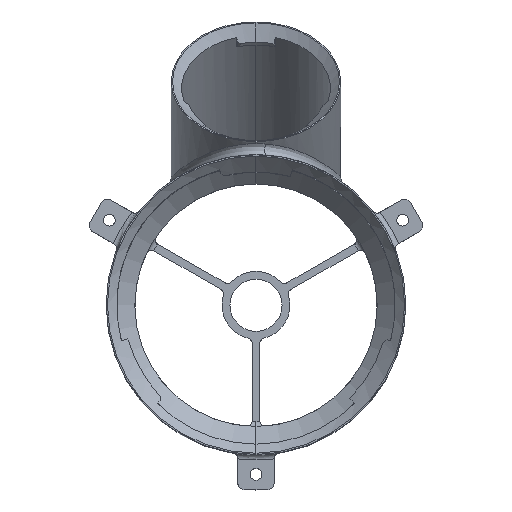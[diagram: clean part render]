
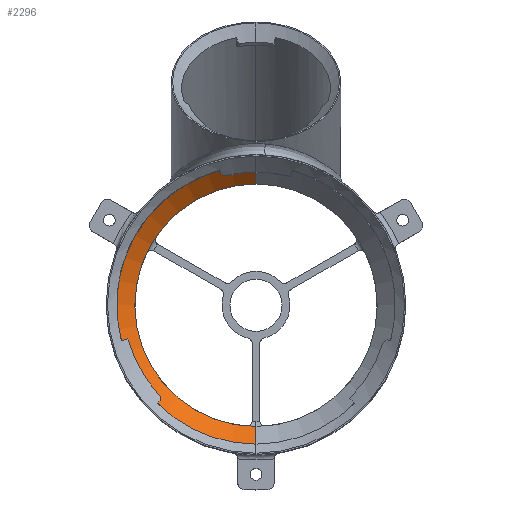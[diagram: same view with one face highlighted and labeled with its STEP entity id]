
A CAD part, top view. The second image highlights one B-rep face of the part: STEP entity #2296.
In plain terms, the highlighted conical face has half-angle 45 degrees and reference radius 53.5 mm.
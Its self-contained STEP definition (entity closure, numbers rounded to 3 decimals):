
#27 = LINE ( 'NONE', #6852, #4006 ) ;
#660 = EDGE_LOOP ( 'NONE', ( #2554, #2867, #1707, #2755 ) ) ;
#871 = CARTESIAN_POINT ( 'NONE',  ( 0., -53.5, 18. ) ) ;
#1201 = VECTOR ( 'NONE', #5092, 1000. ) ;
#1409 = DIRECTION ( 'NONE',  ( 0., 1., 0. ) ) ;
#1607 = VERTEX_POINT ( 'NONE', #2003 ) ;
#1707 = ORIENTED_EDGE ( 'NONE', *, *, #2049, .F. ) ;
#1712 = CARTESIAN_POINT ( 'NONE',  ( 0., 0., 18. ) ) ;
#1810 = DIRECTION ( 'NONE',  ( 0., -1., 0. ) ) ;
#1969 = LINE ( 'NONE', #871, #1201 ) ;
#2003 = CARTESIAN_POINT ( 'NONE',  ( 0., -53.5, 18. ) ) ;
#2012 = DIRECTION ( 'NONE',  ( 0., 0.707, 0.707 ) ) ;
#2033 = AXIS2_PLACEMENT_3D ( 'NONE', #2129, #3938, #4443 ) ;
#2049 = EDGE_CURVE ( 'NONE', #1607, #5421, #7490, .T. ) ;
#2129 = CARTESIAN_POINT ( 'NONE',  ( 0., 0., 18. ) ) ;
#2296 = ADVANCED_FACE ( 'NONE', ( #3833 ), #5053, .F. ) ;
#2336 = VERTEX_POINT ( 'NONE', #7723 ) ;
#2347 = CIRCLE ( 'NONE', #5482, 46.5 ) ;
#2401 = AXIS2_PLACEMENT_3D ( 'NONE', #1712, #7121, #1810 ) ;
#2554 = ORIENTED_EDGE ( 'NONE', *, *, #7711, .T. ) ;
#2755 = ORIENTED_EDGE ( 'NONE', *, *, #7194, .F. ) ;
#2867 = ORIENTED_EDGE ( 'NONE', *, *, #4667, .T. ) ;
#3084 = CARTESIAN_POINT ( 'NONE',  ( 0., 53.5, 18. ) ) ;
#3833 = FACE_OUTER_BOUND ( 'NONE', #660, .T. ) ;
#3938 = DIRECTION ( 'NONE',  ( 0., 0., -1. ) ) ;
#4006 = VECTOR ( 'NONE', #2012, 1000. ) ;
#4443 = DIRECTION ( 'NONE',  ( 0., 1., 0. ) ) ;
#4667 = EDGE_CURVE ( 'NONE', #7005, #5421, #27, .T. ) ;
#5053 = CONICAL_SURFACE ( 'NONE', #2401, 53.5, 0.785 ) ;
#5092 = DIRECTION ( 'NONE',  ( 0., -0.707, 0.707 ) ) ;
#5421 = VERTEX_POINT ( 'NONE', #3084 ) ;
#5482 = AXIS2_PLACEMENT_3D ( 'NONE', #6832, #6803, #1409 ) ;
#6218 = CARTESIAN_POINT ( 'NONE',  ( 0., 46.5, 11. ) ) ;
#6803 = DIRECTION ( 'NONE',  ( 0., 0., -1. ) ) ;
#6832 = CARTESIAN_POINT ( 'NONE',  ( 0., 0., 11. ) ) ;
#6852 = CARTESIAN_POINT ( 'NONE',  ( 0., 53.5, 18. ) ) ;
#7005 = VERTEX_POINT ( 'NONE', #6218 ) ;
#7121 = DIRECTION ( 'NONE',  ( 0., 0., 1. ) ) ;
#7194 = EDGE_CURVE ( 'NONE', #2336, #1607, #1969, .T. ) ;
#7490 = CIRCLE ( 'NONE', #2033, 53.5 ) ;
#7711 = EDGE_CURVE ( 'NONE', #2336, #7005, #2347, .T. ) ;
#7723 = CARTESIAN_POINT ( 'NONE',  ( 0., -46.5, 11. ) ) ;
